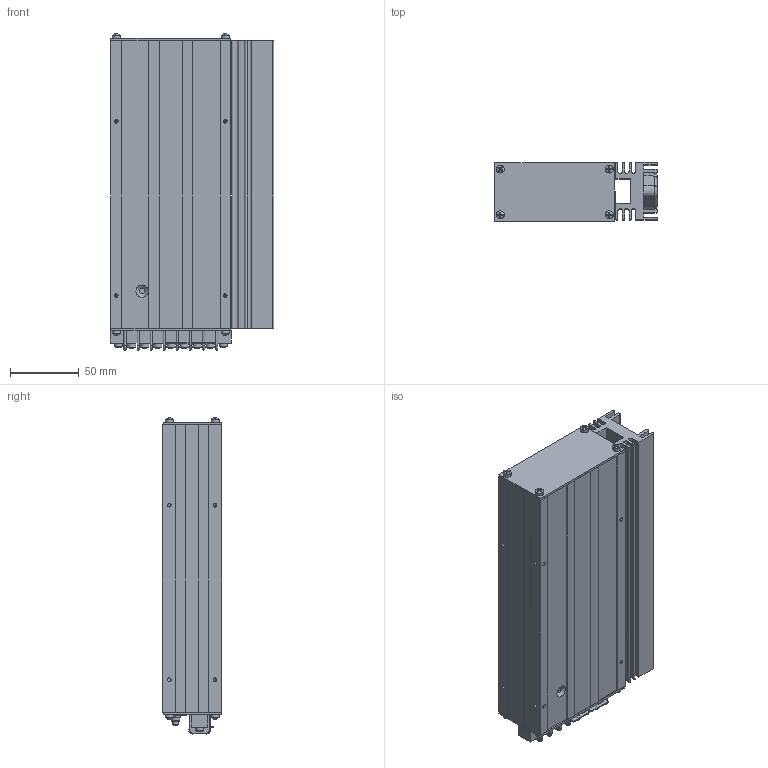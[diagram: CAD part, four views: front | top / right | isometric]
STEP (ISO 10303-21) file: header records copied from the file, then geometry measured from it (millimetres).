
FILE_DESCRIPTION(/* description */ (''),/* implementation_level */ '2;1');
FILE_NAME(/* name */ 'N8H WIDE.stp',/* time_stamp */ '2017-10-10T13:33:22-04:00',/* author */ ('JDietsch'),/* organization */ (''),/* preprocessor_version */ 'ST-DEVELOPER v16.13',/* originating_system */ 'Autodesk Inventor 2018',/* authorisation */ '');
FILE_SCHEMA (('AUTOMOTIVE_DESIGN { 1 0 10303 214 3 1 1 }'));
Products named in the file (14): N8H CASE GENERIC; N8H E200-44 EXTRUSION 3.5 NS; E4500-29 COVER, N8T REAR - NO FAN; E4500-1 N8T, COVER FRONT; E200-29, SCREEN N8; ANSI B18.6.4 - No. 6 - 32 - 1/2; TRANSISTOR TO-3; TRANSISTOR COVER; 375_single_20A_BS_7; N8H HEAT SINK; JUMPER; SML_POT_RND; NUT-SML POT; LOGO CLEAR
Assembly tree (25 placements, depth 2):
  N8H CASE GENERIC
    N8H E200-44 EXTRUSION 3.5 NS
    E4500-29 COVER, N8T REAR - NO FAN
    E4500-1 N8T, COVER FRONT
    E200-29, SCREEN N8
    ANSI B18.6.4 - No. 6 - 32 - 1/2  x10
    SML_POT_RND  x2
    NUT-SML POT  x2
    TRANSISTOR TO-3
    TRANSISTOR COVER
    375_single_20A_BS_7
    N8H HEAT SINK
    JUMPER  x2
    LOGO CLEAR
Bounding box: 118.99 x 43.18 x 230.33 mm (x, y, z)
Volume: 268597.1 mm3; surface area: 221112.2 mm2
Topology: 32 solids, 32 shells, 2479 faces, 6811 edges, 4519 vertices
Faces by surface type: plane 1520, bspline 387, cylinder 275, cone 161, torus 119, sphere 17
Full cylindrical faces by diameter (mm): 0.635 x1, 0.762 x1, 2.032 x7, 2.642 x8, 2.87 x2, 3.505 x17, 3.556 x2, 3.81 x6, 4.013 x2, 4.064 x2, 4.366 x8, 5.08 x7, 5.74 x10, 6.096 x2, 6.198 x7, 6.274 x2, 6.35 x1, 6.604 x7, 7.925 x7, 8.001 x2, 8.89 x1, 16.002 x2, 19.431 x1, 23.114 x1
Entity records: 65941 total; most frequent: CARTESIAN_POINT 17178, ORIENTED_EDGE 10390, DIRECTION 8489, EDGE_CURVE 5195, LINE 3689, VECTOR 3689, VERTEX_POINT 3512, EDGE_LOOP 2466
